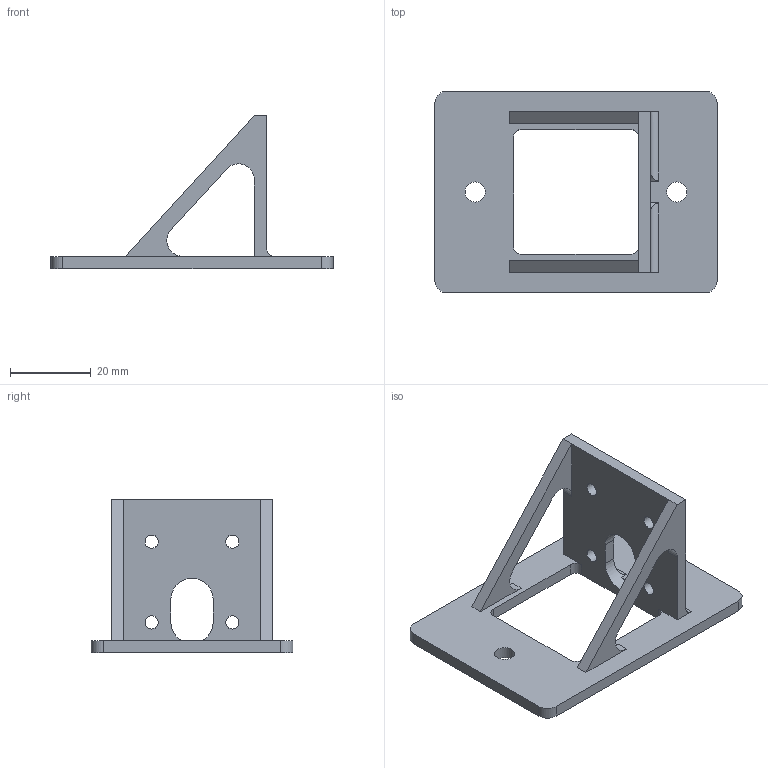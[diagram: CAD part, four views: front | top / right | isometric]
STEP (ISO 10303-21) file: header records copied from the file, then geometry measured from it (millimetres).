
FILE_DESCRIPTION(/* description */ (''),/* implementation_level */ '2;1');
FILE_NAME(/* name */ 'Laser Mount v5.step',/* time_stamp */ '2021-01-02T21:30:21-05:00',/* author */ (''),/* organization */ (''),/* preprocessor_version */ 'ST-DEVELOPER v18.1',/* originating_system */ 'Autodesk Translation Framework v9.7.1.1290',/* authorisation */ '');
FILE_SCHEMA (('AUTOMOTIVE_DESIGN { 1 0 10303 214 3 1 1 }'));
Length unit declared in the file: millimetre
Products named in the file (1): Laser Mount
Bounding box: 70 x 50 x 38 mm (x, y, z)
Volume: 12423.1 mm3; surface area: 10208 mm2
Topology: 1 solids, 1 shells, 45 faces, 136 edges, 90 vertices
Faces by surface type: plane 23, cylinder 22
Full cylindrical faces by diameter (mm): 3.3 x4, 5 x2
Entity records: 1629 total; most frequent: CARTESIAN_POINT 294, ORIENTED_EDGE 272, DIRECTION 270, EDGE_CURVE 136, LINE 90, VECTOR 90, VERTEX_POINT 90, AXIS2_PLACEMENT_3D 90
